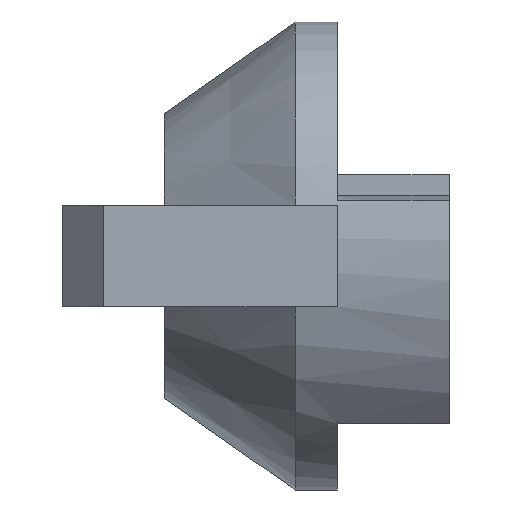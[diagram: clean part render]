
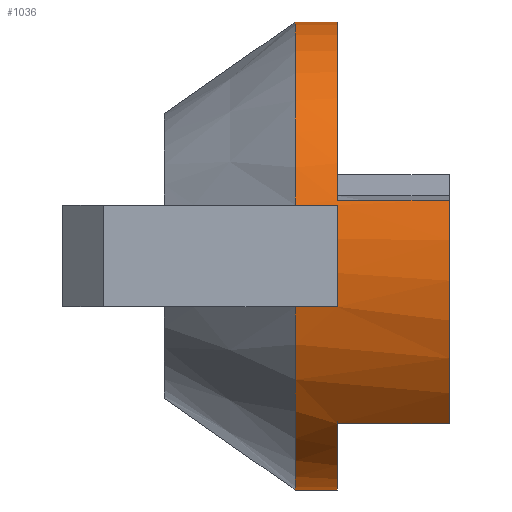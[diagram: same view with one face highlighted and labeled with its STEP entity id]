
A CAD part, left-side view. The second image highlights one B-rep face of the part: STEP entity #1036.
In plain terms, the highlighted cylindrical face has radius 11.5 mm (diameter 23 mm), a partial arc.
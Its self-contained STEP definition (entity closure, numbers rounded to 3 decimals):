
#78 = AXIS2_PLACEMENT_3D ( 'NONE', #469, #466, #458 ) ;
#170 = AXIS2_PLACEMENT_3D ( 'NONE', #510, #492, #490 ) ;
#171 = AXIS2_PLACEMENT_3D ( 'NONE', #502, #501, #521 ) ;
#172 = AXIS2_PLACEMENT_3D ( 'NONE', #505, #508, #506 ) ;
#173 = AXIS2_PLACEMENT_3D ( 'NONE', #612, #199, #200 ) ;
#181 = AXIS2_PLACEMENT_3D ( 'NONE', #298, #299, #300 ) ;
#188 = AXIS2_PLACEMENT_3D ( 'NONE', #347, #348, #349 ) ;
#199 = DIRECTION ( 'NONE',  ( 0., 1., 0. ) ) ;
#200 = DIRECTION ( 'NONE',  ( 0., 0., -1. ) ) ;
#298 = CARTESIAN_POINT ( 'NONE',  ( 0., 15.573, 0. ) ) ;
#299 = DIRECTION ( 'NONE',  ( 0., -1., 0. ) ) ;
#300 = DIRECTION ( 'NONE',  ( 0., 0., -1. ) ) ;
#345 = CARTESIAN_POINT ( 'NONE',  ( 0., 8., -11.5 ) ) ;
#346 = DIRECTION ( 'NONE',  ( 0., 1., 0. ) ) ;
#347 = CARTESIAN_POINT ( 'NONE',  ( 0., 15.573, 0. ) ) ;
#348 = DIRECTION ( 'NONE',  ( 0., -1., 0. ) ) ;
#349 = DIRECTION ( 'NONE',  ( 0., 0., -1. ) ) ;
#458 = DIRECTION ( 'NONE',  ( 0., 0., 1. ) ) ;
#466 = DIRECTION ( 'NONE',  ( 0., 1., 0. ) ) ;
#469 = CARTESIAN_POINT ( 'NONE',  ( 0., 8., 0. ) ) ;
#490 = DIRECTION ( 'NONE',  ( 0., 0., -1. ) ) ;
#491 = DIRECTION ( 'NONE',  ( 0., -1., 0. ) ) ;
#492 = DIRECTION ( 'NONE',  ( 0., 1., 0. ) ) ;
#496 = DIRECTION ( 'NONE',  ( 0., -1., 0. ) ) ;
#497 = CARTESIAN_POINT ( 'NONE',  ( -11.225, 8., -2.5 ) ) ;
#499 = DIRECTION ( 'NONE',  ( 0., -1., 0. ) ) ;
#500 = DIRECTION ( 'NONE',  ( 0., -1., 0. ) ) ;
#501 = DIRECTION ( 'NONE',  ( 0., 1., 0. ) ) ;
#502 = CARTESIAN_POINT ( 'NONE',  ( 0., 13.5, 0. ) ) ;
#504 = CARTESIAN_POINT ( 'NONE',  ( -8.012, 13.5, -8.25 ) ) ;
#505 = CARTESIAN_POINT ( 'NONE',  ( 0., 8., 0. ) ) ;
#506 = DIRECTION ( 'NONE',  ( 0., 0., 1. ) ) ;
#508 = DIRECTION ( 'NONE',  ( 0., 1., 0. ) ) ;
#509 = CARTESIAN_POINT ( 'NONE',  ( 0., 8., 11.5 ) ) ;
#510 = CARTESIAN_POINT ( 'NONE',  ( 0., 13.5, 0. ) ) ;
#515 = DIRECTION ( 'NONE',  ( 0., 1., 0. ) ) ;
#516 = CARTESIAN_POINT ( 'NONE',  ( -11.225, 8., 2.5 ) ) ;
#519 = CARTESIAN_POINT ( 'NONE',  ( -11.166, 13.5, 2.75 ) ) ;
#521 = DIRECTION ( 'NONE',  ( 0., 0., -1. ) ) ;
#529 = CARTESIAN_POINT ( 'NONE',  ( -11.225, 15.573, 2.5 ) ) ;
#531 = CARTESIAN_POINT ( 'NONE',  ( -11.225, 13.5, -2.5 ) ) ;
#536 = CARTESIAN_POINT ( 'NONE',  ( -8.012, 13.5, -8.25 ) ) ;
#540 = CARTESIAN_POINT ( 'NONE',  ( 0., 15.573, 11.5 ) ) ;
#556 = CARTESIAN_POINT ( 'NONE',  ( -11.166, 13.5, 2.75 ) ) ;
#557 = CARTESIAN_POINT ( 'NONE',  ( 0., 13.5, -11.5 ) ) ;
#567 = CARTESIAN_POINT ( 'NONE',  ( 0., 13.5, 11.5 ) ) ;
#571 = CARTESIAN_POINT ( 'NONE',  ( 0., 15.573, -11.5 ) ) ;
#577 = CARTESIAN_POINT ( 'NONE',  ( -8.012, 8., -8.25 ) ) ;
#583 = CARTESIAN_POINT ( 'NONE',  ( -11.225, 13.5, 2.5 ) ) ;
#594 = CARTESIAN_POINT ( 'NONE',  ( -11.166, 8., 2.75 ) ) ;
#612 = CARTESIAN_POINT ( 'NONE',  ( 0., 13.5, 0. ) ) ;
#708 = VECTOR ( 'NONE', #515, 1000. ) ;
#709 = LINE ( 'NONE', #519, #745 ) ;
#741 = VECTOR ( 'NONE', #500, 1000. ) ;
#745 = VECTOR ( 'NONE', #491, 1000. ) ;
#760 = VECTOR ( 'NONE', #346, 1000. ) ;
#771 = LINE ( 'NONE', #509, #708 ) ;
#777 = CIRCLE ( 'NONE', #173, 11.5 ) ;
#779 = VECTOR ( 'NONE', #499, 1000. ) ;
#783 = CIRCLE ( 'NONE', #188, 11.5 ) ;
#786 = LINE ( 'NONE', #516, #779 ) ;
#791 = CIRCLE ( 'NONE', #172, 11.5 ) ;
#806 = CIRCLE ( 'NONE', #171, 11.5 ) ;
#823 = LINE ( 'NONE', #504, #741 ) ;
#829 = LINE ( 'NONE', #345, #760 ) ;
#834 = CIRCLE ( 'NONE', #181, 11.5 ) ;
#845 = VERTEX_POINT ( 'NONE', #540 ) ;
#846 = VERTEX_POINT ( 'NONE', #1259 ) ;
#856 = VERTEX_POINT ( 'NONE', #529 ) ;
#861 = VERTEX_POINT ( 'NONE', #536 ) ;
#862 = VERTEX_POINT ( 'NONE', #531 ) ;
#875 = VERTEX_POINT ( 'NONE', #583 ) ;
#877 = VERTEX_POINT ( 'NONE', #571 ) ;
#886 = VERTEX_POINT ( 'NONE', #594 ) ;
#890 = VERTEX_POINT ( 'NONE', #567 ) ;
#895 = VERTEX_POINT ( 'NONE', #557 ) ;
#896 = VERTEX_POINT ( 'NONE', #556 ) ;
#940 = VERTEX_POINT ( 'NONE', #577 ) ;
#1036 = ADVANCED_FACE ( 'NONE', ( #1415 ), #1414, .T. ) ;
#1259 = CARTESIAN_POINT ( 'NONE',  ( -11.225, 15.573, -2.5 ) ) ;
#1414 = CYLINDRICAL_SURFACE ( 'NONE', #78, 11.5 ) ;
#1415 = FACE_OUTER_BOUND ( 'NONE', #1729, .T. ) ;
#1483 = EDGE_CURVE ( 'NONE', #846, #862, #1643, .T. ) ;
#1484 = EDGE_CURVE ( 'NONE', #862, #875, #1640, .T. ) ;
#1485 = EDGE_CURVE ( 'NONE', #856, #875, #786, .T. ) ;
#1486 = EDGE_CURVE ( 'NONE', #890, #845, #771, .T. ) ;
#1487 = EDGE_CURVE ( 'NONE', #896, #890, #806, .T. ) ;
#1488 = EDGE_CURVE ( 'NONE', #896, #886, #709, .T. ) ;
#1489 = EDGE_CURVE ( 'NONE', #940, #886, #791, .T. ) ;
#1490 = EDGE_CURVE ( 'NONE', #861, #940, #823, .T. ) ;
#1491 = EDGE_CURVE ( 'NONE', #895, #861, #777, .T. ) ;
#1535 = EDGE_CURVE ( 'NONE', #846, #877, #834, .T. ) ;
#1551 = EDGE_CURVE ( 'NONE', #845, #856, #783, .T. ) ;
#1553 = EDGE_CURVE ( 'NONE', #895, #877, #829, .T. ) ;
#1640 = CIRCLE ( 'NONE', #170, 11.5 ) ;
#1643 = LINE ( 'NONE', #497, #1650 ) ;
#1650 = VECTOR ( 'NONE', #496, 1000. ) ;
#1729 = EDGE_LOOP ( 'NONE', ( #1745, #1744, #1741, #1766, #1785, #1784, #1783, #1782, #1781, #1780, #1778, #1779 ) ) ;
#1741 = ORIENTED_EDGE ( 'NONE', *, *, #1490, .T. ) ;
#1744 = ORIENTED_EDGE ( 'NONE', *, *, #1491, .T. ) ;
#1745 = ORIENTED_EDGE ( 'NONE', *, *, #1553, .F. ) ;
#1766 = ORIENTED_EDGE ( 'NONE', *, *, #1489, .T. ) ;
#1778 = ORIENTED_EDGE ( 'NONE', *, *, #1483, .F. ) ;
#1779 = ORIENTED_EDGE ( 'NONE', *, *, #1535, .T. ) ;
#1780 = ORIENTED_EDGE ( 'NONE', *, *, #1484, .F. ) ;
#1781 = ORIENTED_EDGE ( 'NONE', *, *, #1485, .T. ) ;
#1782 = ORIENTED_EDGE ( 'NONE', *, *, #1551, .T. ) ;
#1783 = ORIENTED_EDGE ( 'NONE', *, *, #1486, .T. ) ;
#1784 = ORIENTED_EDGE ( 'NONE', *, *, #1487, .T. ) ;
#1785 = ORIENTED_EDGE ( 'NONE', *, *, #1488, .F. ) ;
